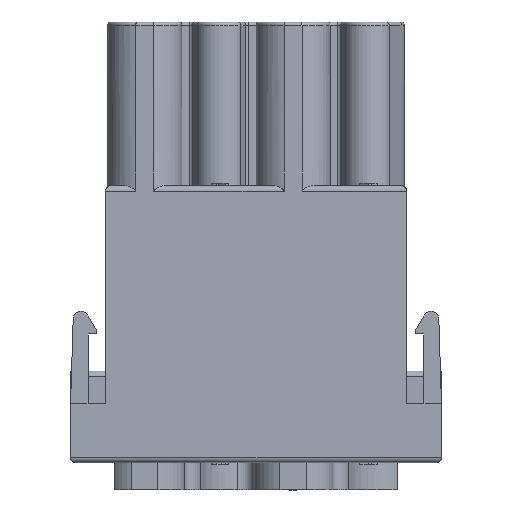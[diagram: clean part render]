
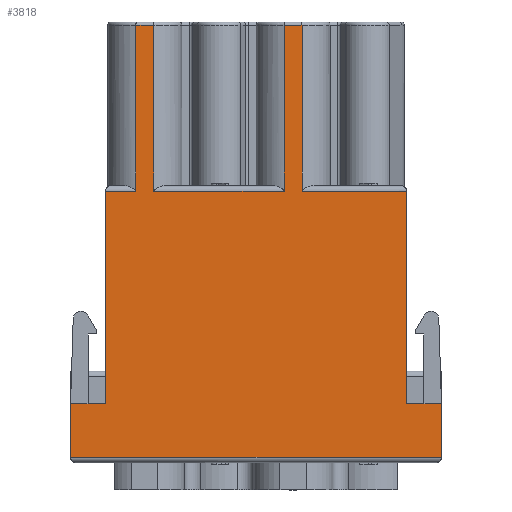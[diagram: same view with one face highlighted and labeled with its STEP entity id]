
A CAD part, left-side view. The second image highlights one B-rep face of the part: STEP entity #3818.
In plain terms, the highlighted planar face has unit normal (-1, 0, 0).
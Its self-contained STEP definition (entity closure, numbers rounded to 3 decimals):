
#3818=ADVANCED_FACE('',(#4483),#4081,.T.);
#4081=PLANE('',#11514);
#4483=FACE_OUTER_BOUND('',#4945,.T.);
#4945=EDGE_LOOP('',(#7148,#7149,#7150,#7151,#7152,#7153,#7154,#7155,#7156,
#7157,#7158,#7159,#7160,#7161,#7162,#7163));
#7148=ORIENTED_EDGE('',*,*,#9535,.T.);
#7149=ORIENTED_EDGE('',*,*,#9534,.T.);
#7150=ORIENTED_EDGE('',*,*,#8469,.T.);
#7151=ORIENTED_EDGE('',*,*,#9516,.T.);
#7152=ORIENTED_EDGE('',*,*,#9170,.T.);
#7153=ORIENTED_EDGE('',*,*,#9173,.T.);
#7154=ORIENTED_EDGE('',*,*,#8711,.T.);
#7155=ORIENTED_EDGE('',*,*,#8706,.T.);
#7156=ORIENTED_EDGE('',*,*,#8685,.T.);
#7157=ORIENTED_EDGE('',*,*,#9016,.T.);
#7158=ORIENTED_EDGE('',*,*,#9053,.T.);
#7159=ORIENTED_EDGE('',*,*,#9078,.T.);
#7160=ORIENTED_EDGE('',*,*,#9082,.T.);
#7161=ORIENTED_EDGE('',*,*,#9086,.T.);
#7162=ORIENTED_EDGE('',*,*,#9088,.T.);
#7163=ORIENTED_EDGE('',*,*,#9093,.T.);
#7572=VERTEX_POINT('',#13816);
#7574=VERTEX_POINT('',#13820);
#7706=VERTEX_POINT('',#14423);
#7707=VERTEX_POINT('',#14424);
#7721=VERTEX_POINT('',#14465);
#7724=VERTEX_POINT('',#14475);
#7937=VERTEX_POINT('',#15216);
#7962=VERTEX_POINT('',#15295);
#7978=VERTEX_POINT('',#15348);
#7980=VERTEX_POINT('',#15356);
#7981=VERTEX_POINT('',#15380);
#7982=VERTEX_POINT('',#15384);
#7985=VERTEX_POINT('',#15391);
#8023=VERTEX_POINT('',#15976);
#8024=VERTEX_POINT('',#16014);
#8307=VERTEX_POINT('',#17746);
#8469=EDGE_CURVE('',#7572,#7574,#9676,.T.);
#8685=EDGE_CURVE('',#7706,#7707,#9818,.T.);
#8706=EDGE_CURVE('',#7721,#7706,#9837,.T.);
#8711=EDGE_CURVE('',#7724,#7721,#9842,.T.);
#9016=EDGE_CURVE('',#7707,#7937,#10092,.T.);
#9053=EDGE_CURVE('',#7937,#7962,#10124,.T.);
#9078=EDGE_CURVE('',#7962,#7978,#10144,.T.);
#9082=EDGE_CURVE('',#7978,#7980,#10148,.T.);
#9086=EDGE_CURVE('',#7980,#7981,#10149,.T.);
#9088=EDGE_CURVE('',#7981,#7982,#10150,.T.);
#9093=EDGE_CURVE('',#7982,#7985,#10151,.T.);
#9170=EDGE_CURVE('',#8023,#8024,#10174,.T.);
#9173=EDGE_CURVE('',#8024,#7724,#10175,.T.);
#9516=EDGE_CURVE('',#7574,#8023,#10255,.T.);
#9534=EDGE_CURVE('',#8307,#7572,#10260,.T.);
#9535=EDGE_CURVE('',#7985,#8307,#10261,.T.);
#9676=LINE('',#13821,#10356);
#9818=LINE('',#14422,#10500);
#9837=LINE('',#14464,#10519);
#9842=LINE('',#14474,#10524);
#10092=LINE('',#15217,#10777);
#10124=LINE('',#15296,#10809);
#10144=LINE('',#15349,#10829);
#10148=LINE('',#15357,#10833);
#10149=LINE('',#15381,#10834);
#10150=LINE('',#15385,#10835);
#10151=LINE('',#15425,#10836);
#10174=LINE('',#16015,#10859);
#10175=LINE('',#16041,#10860);
#10255=LINE('',#17558,#10940);
#10260=LINE('',#17747,#10945);
#10261=LINE('',#17749,#10946);
#10356=VECTOR('',#11748,1.);
#10500=VECTOR('',#12184,1.);
#10519=VECTOR('',#12219,1.);
#10524=VECTOR('',#12228,1.);
#10777=VECTOR('',#12765,1.);
#10809=VECTOR('',#12825,1.);
#10829=VECTOR('',#12867,1.);
#10833=VECTOR('',#12875,1.);
#10834=VECTOR('',#12884,1.);
#10835=VECTOR('',#12889,1.);
#10836=VECTOR('',#12898,1.);
#10859=VECTOR('',#13049,1.);
#10860=VECTOR('',#13052,1.);
#10940=VECTOR('',#13342,1.);
#10945=VECTOR('',#13389,1.);
#10946=VECTOR('',#13392,1.);
#11514=AXIS2_PLACEMENT_3D('',#17751,#13395,#13396);
#11748=DIRECTION('',(0.,0.,1.));
#12184=DIRECTION('',(0.,0.,-1.));
#12219=DIRECTION('',(0.,1.,0.));
#12228=DIRECTION('',(0.,0.,-1.));
#12765=DIRECTION('',(0.,-1.,0.));
#12825=DIRECTION('',(0.,0.,1.));
#12867=DIRECTION('',(0.,1.,0.));
#12875=DIRECTION('',(0.,0.,1.));
#12884=DIRECTION('',(0.,1.,0.));
#12889=DIRECTION('',(0.,0.,1.));
#12898=DIRECTION('',(0.,1.,0.));
#13049=DIRECTION('',(0.,0.,-1.));
#13052=DIRECTION('',(0.,1.,0.));
#13342=DIRECTION('',(0.,1.,0.));
#13389=DIRECTION('',(0.,1.,0.));
#13392=DIRECTION('',(0.,0.,-1.));
#13395=DIRECTION('',(-1.,0.,0.));
#13396=DIRECTION('',(0.,-1.,0.));
#13816=CARTESIAN_POINT('',(-5.69,9.309,24.9));
#13820=CARTESIAN_POINT('',(-5.69,9.309,40.1));
#13821=CARTESIAN_POINT('',(-5.69,9.309,24.9));
#14422=CARTESIAN_POINT('',(-5.69,16.927,5.4));
#14423=CARTESIAN_POINT('',(-5.69,16.927,5.4));
#14424=CARTESIAN_POINT('',(-5.69,16.927,0.5));
#14464=CARTESIAN_POINT('',(-5.69,13.727,5.4));
#14465=CARTESIAN_POINT('',(-5.69,13.727,5.4));
#14474=CARTESIAN_POINT('',(-5.69,13.727,24.9));
#14475=CARTESIAN_POINT('',(-5.69,13.727,24.9));
#15216=CARTESIAN_POINT('',(-5.69,-17.073,0.5));
#15217=CARTESIAN_POINT('',(-5.69,16.927,0.5));
#15295=CARTESIAN_POINT('',(-5.69,-17.073,5.4));
#15296=CARTESIAN_POINT('',(-5.69,-17.073,0.5));
#15348=CARTESIAN_POINT('',(-5.69,-13.873,5.4));
#15349=CARTESIAN_POINT('',(-5.69,-17.073,5.4));
#15356=CARTESIAN_POINT('',(-5.69,-13.873,24.9));
#15357=CARTESIAN_POINT('',(-5.69,-13.873,5.4));
#15380=CARTESIAN_POINT('',(-5.69,-4.291,24.9));
#15381=CARTESIAN_POINT('',(-5.69,-13.873,24.9));
#15384=CARTESIAN_POINT('',(-5.69,-4.291,40.1));
#15385=CARTESIAN_POINT('',(-5.69,-4.291,24.9));
#15391=CARTESIAN_POINT('',(-5.69,-2.654,40.1));
#15425=CARTESIAN_POINT('',(-5.69,-4.291,40.1));
#15976=CARTESIAN_POINT('',(-5.69,10.946,40.1));
#16014=CARTESIAN_POINT('',(-5.69,10.946,24.9));
#16015=CARTESIAN_POINT('',(-5.69,10.946,40.1));
#16041=CARTESIAN_POINT('',(-5.69,10.946,24.9));
#17558=CARTESIAN_POINT('',(-5.69,9.309,40.1));
#17746=CARTESIAN_POINT('',(-5.69,-2.654,24.9));
#17747=CARTESIAN_POINT('',(-5.69,-2.654,24.9));
#17749=CARTESIAN_POINT('',(-5.69,-2.654,40.1));
#17751=CARTESIAN_POINT('',(-5.69,17.427,-0.5));
